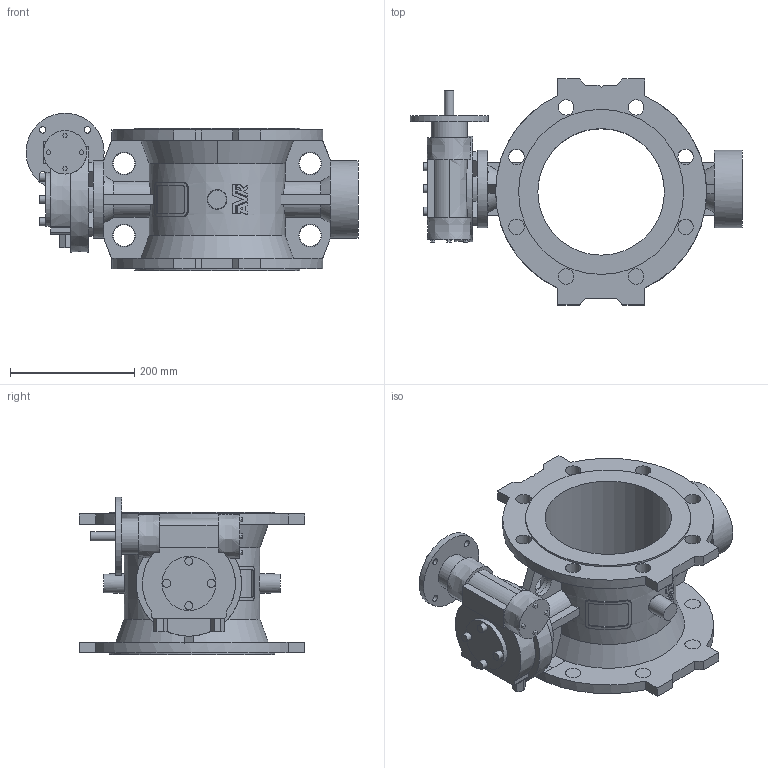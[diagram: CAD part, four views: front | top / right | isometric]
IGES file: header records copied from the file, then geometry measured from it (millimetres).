
Start section: SolidWorks IGES file using analytic representation for surfaces
Global section: file name: O_756_102_DN200_0XX_AA0_igs.igs; native system: SolidWorks 2012; preprocessor: SolidWorks 2012; author: pbm; date: 160309.114148; units: millimetre
Bounding box: 535 x 364 x 254 mm (x, y, z)
Surface area: 805318.8 mm2 (no closed solid volume)
Topology: 0 solids, 0 shells, 434 faces, 3186 edges, 3109 vertices
Faces by surface type: bspline 324, revolution 110
